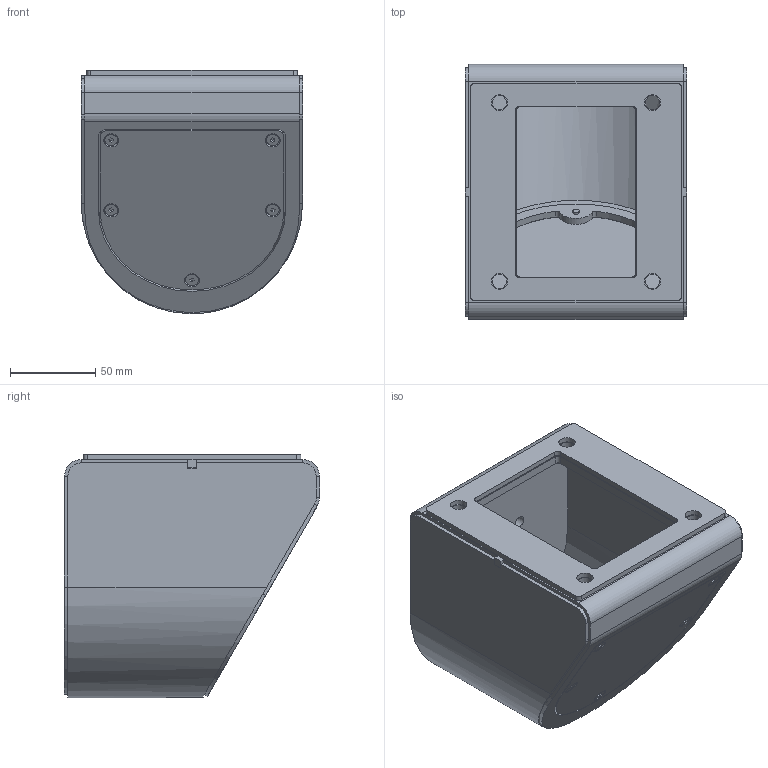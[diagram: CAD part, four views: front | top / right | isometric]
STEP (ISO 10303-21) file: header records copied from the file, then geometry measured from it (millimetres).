
FILE_DESCRIPTION (( 'STEP AP214' ), '1' );
FILE_NAME ('57047900.STEP', '2020-05-05T10:55:11', ( '' ), ( '' ), 'SwSTEP 2.0', 'SolidWorks 2018', '' );
FILE_SCHEMA (( 'AUTOMOTIVE_DESIGN' ));
Length unit declared in the file: millimetre
Products named in the file (26): 95494_03; 82484; 82156; 95494_02; 40000016643; 95494; 57047900; 82432_390; 95495; 95494_01
Assembly tree (17 placements, depth 3):
  82156
  95494_03
  40000016643
  57047900
    95494
      95494_01
      95494_02
      95494_03
    95495
    82484
    40000016643  x5
    82156  x5
    82432_390
  82432_390
Bounding box: 130 x 150 x 143 mm (x, y, z)
Volume: 307565.6 mm3; surface area: 202988.2 mm2
Topology: 16 solids, 16 shells, 263 faces, 629 edges, 408 vertices
Faces by surface type: plane 146, cylinder 92, cone 13, torus 10, bspline 2
Full cylindrical faces by diameter (mm): 3 x1, 3.3 x5, 4 x10, 4.8 x5, 5 x5, 7 x4, 8.5 x4, 9.5 x4, 50 x1
Entity records: 6772 total; most frequent: CARTESIAN_POINT 1437, DIRECTION 1027, ORIENTED_EDGE 878, EDGE_CURVE 439, AXIS2_PLACEMENT_3D 381, VERTEX_POINT 301, EDGE_LOOP 284, VECTOR 265
